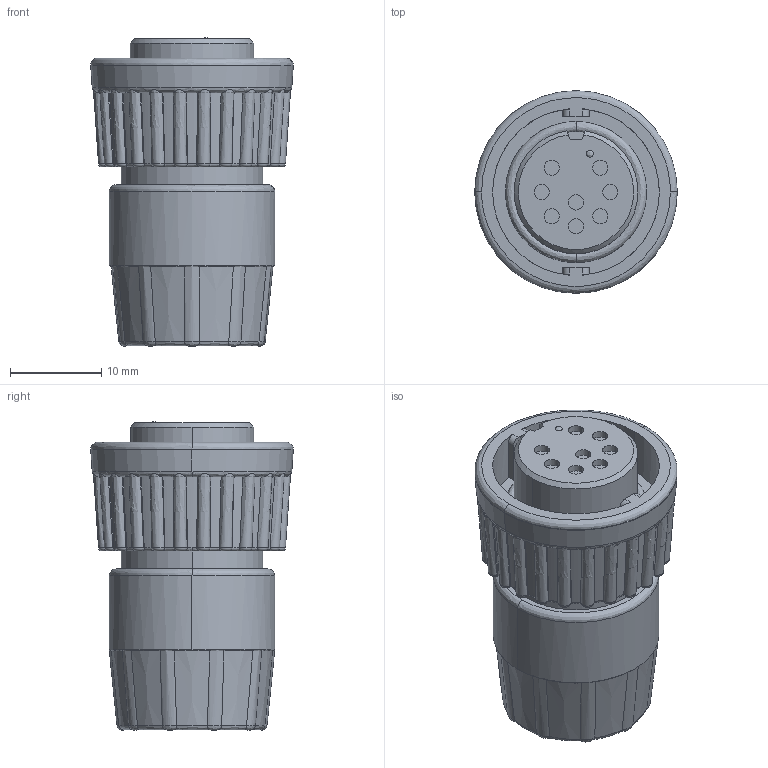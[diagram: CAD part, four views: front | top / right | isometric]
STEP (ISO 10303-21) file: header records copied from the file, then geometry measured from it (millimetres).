
FILE_DESCRIPTION (( 'STEP AP203' ), '1' );
FILE_NAME ('3280-8SG-330.STEP', '2013-10-01T20:14:52', ( 'J0FPBF1' ), ( '' ), 'SwSTEP 2.0', 'SolidWorks 2012', '' );
FILE_SCHEMA (( 'CONFIG_CONTROL_DESIGN' ));
Length unit declared in the file: inch
Products named in the file (1): 3280-8SG-330
Bounding box: 22.23 x 22.23 x 33.86 mm (x, y, z)
Volume: 8025.3 mm3; surface area: 3653.4 mm2
Topology: 1 solids, 1 shells, 291 faces, 777 edges, 504 vertices
Faces by surface type: bspline 153, plane 61, cone 39, cylinder 38
Entity records: 14191 total; most frequent: CARTESIAN_POINT 8449, ORIENTED_EDGE 1554, EDGE_CURVE 777, DIRECTION 751, VERTEX_POINT 504, AXIS2_PLACEMENT_3D 329, B_SPLINE_CURVE_WITH_KNOTS 325, EDGE_LOOP 307
